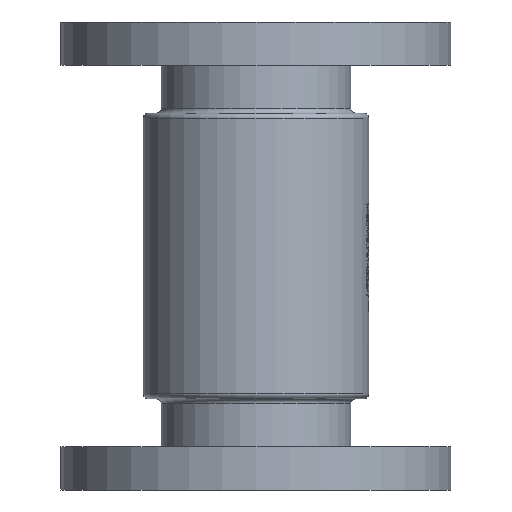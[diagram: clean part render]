
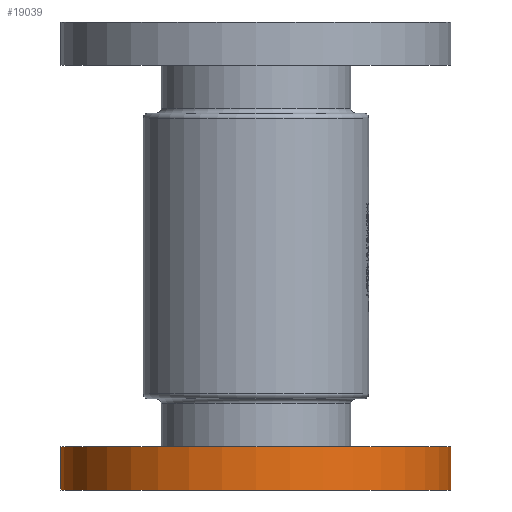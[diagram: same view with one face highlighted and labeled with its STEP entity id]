
A CAD part, front view. The second image highlights one B-rep face of the part: STEP entity #19039.
In plain terms, the highlighted cylindrical face has radius 117.5 mm (diameter 235 mm), a partial arc.
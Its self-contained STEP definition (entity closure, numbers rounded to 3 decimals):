
#2110 = DIRECTION ( 'NONE',  ( 1., 0., 0. ) ) ;
#3774 = CARTESIAN_POINT ( 'NONE',  ( -117.5, 0., -282. ) ) ;
#4781 = CARTESIAN_POINT ( 'NONE',  ( 0., 0., -282. ) ) ;
#4900 = EDGE_CURVE ( 'NONE', #7692, #15924, #24118, .T. ) ;
#5410 = EDGE_LOOP ( 'NONE', ( #17887, #18318, #20594, #24168 ) ) ;
#5444 = VECTOR ( 'NONE', #7835, 1000. ) ;
#5539 = CIRCLE ( 'NONE', #10350, 117.5 ) ;
#7512 = DIRECTION ( 'NONE',  ( 1., 0., 0. ) ) ;
#7692 = VERTEX_POINT ( 'NONE', #13638 ) ;
#7835 = DIRECTION ( 'NONE',  ( 0., 0., -1. ) ) ;
#7957 = VERTEX_POINT ( 'NONE', #17384 ) ;
#10350 = AXIS2_PLACEMENT_3D ( 'NONE', #27396, #22970, #11520 ) ;
#11520 = DIRECTION ( 'NONE',  ( 1., 0., 0. ) ) ;
#12732 = EDGE_CURVE ( 'NONE', #7957, #7692, #14897, .T. ) ;
#13638 = CARTESIAN_POINT ( 'NONE',  ( 117.5, 0., -256. ) ) ;
#14129 = CARTESIAN_POINT ( 'NONE',  ( 0., 0., -256. ) ) ;
#14572 = EDGE_CURVE ( 'NONE', #7957, #29092, #26694, .T. ) ;
#14769 = CARTESIAN_POINT ( 'NONE',  ( -117.5, 0., -282. ) ) ;
#14897 = CIRCLE ( 'NONE', #18276, 117.5 ) ;
#15924 = VERTEX_POINT ( 'NONE', #22688 ) ;
#17384 = CARTESIAN_POINT ( 'NONE',  ( -117.5, 0., -256. ) ) ;
#17887 = ORIENTED_EDGE ( 'NONE', *, *, #12732, .F. ) ;
#18276 = AXIS2_PLACEMENT_3D ( 'NONE', #14129, #18957, #7512 ) ;
#18318 = ORIENTED_EDGE ( 'NONE', *, *, #14572, .T. ) ;
#18957 = DIRECTION ( 'NONE',  ( 0., 0., 1. ) ) ;
#19039 = ADVANCED_FACE ( 'NONE', ( #22713 ), #25152, .T. ) ;
#20594 = ORIENTED_EDGE ( 'NONE', *, *, #23822, .T. ) ;
#20746 = VECTOR ( 'NONE', #28514, 1000. ) ;
#22688 = CARTESIAN_POINT ( 'NONE',  ( 117.5, 0., -282. ) ) ;
#22713 = FACE_OUTER_BOUND ( 'NONE', #5410, .T. ) ;
#22852 = DIRECTION ( 'NONE',  ( 0., 0., -1. ) ) ;
#22970 = DIRECTION ( 'NONE',  ( 0., 0., 1. ) ) ;
#23822 = EDGE_CURVE ( 'NONE', #29092, #15924, #5539, .T. ) ;
#24118 = LINE ( 'NONE', #26538, #5444 ) ;
#24168 = ORIENTED_EDGE ( 'NONE', *, *, #4900, .F. ) ;
#25152 = CYLINDRICAL_SURFACE ( 'NONE', #27543, 117.5 ) ;
#26538 = CARTESIAN_POINT ( 'NONE',  ( 117.5, 0., -282. ) ) ;
#26694 = LINE ( 'NONE', #3774, #20746 ) ;
#27396 = CARTESIAN_POINT ( 'NONE',  ( 0., 0., -282. ) ) ;
#27543 = AXIS2_PLACEMENT_3D ( 'NONE', #4781, #22852, #2110 ) ;
#28514 = DIRECTION ( 'NONE',  ( 0., 0., -1. ) ) ;
#29092 = VERTEX_POINT ( 'NONE', #14769 ) ;
